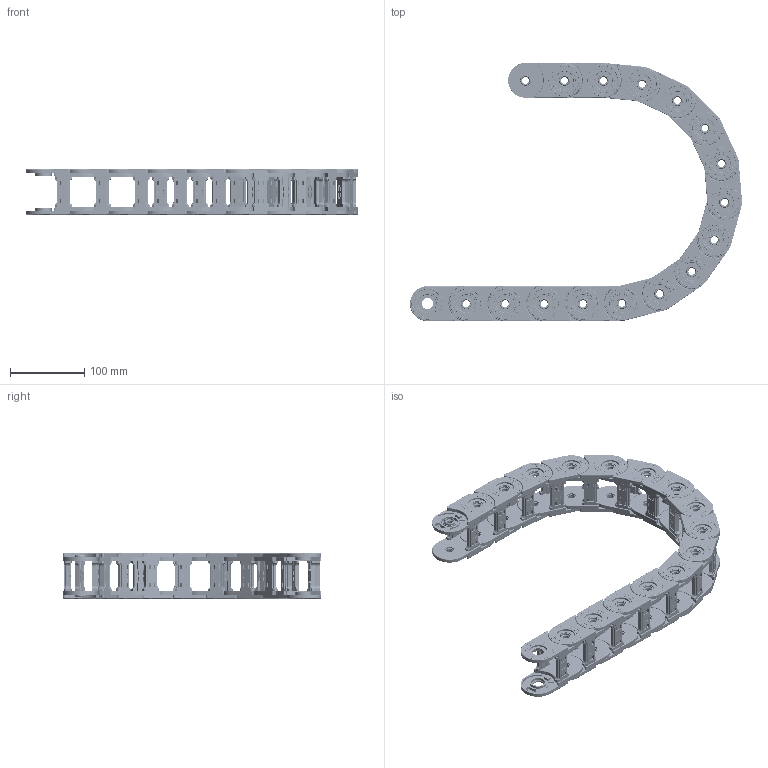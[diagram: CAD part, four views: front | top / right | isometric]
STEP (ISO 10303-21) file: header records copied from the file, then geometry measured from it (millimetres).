
FILE_DESCRIPTION (( 'STEP AP214' ), '1' );
FILE_NAME ('CK30-A040-R150.STEP', '2019-09-16T10:14:45', ( '' ), ( '' ), 'SwSTEP 2.0', 'SolidWorks 2017', '' );
FILE_SCHEMA (( 'AUTOMOTIVE_DESIGN' ));
Length unit declared in the file: millimetre
Products named in the file (2): CK30-A40_1; CK30-A040-R150
Assembly tree (16 placements, depth 2):
  CK30-A040-R150
    CK30-A40_1  x16
Bounding box: 446.03 x 346.7 x 61.25 mm (x, y, z)
Volume: 747231.2 mm3; surface area: 508261.7 mm2
Topology: 64 solids, 64 shells, 16640 faces, 44480 edges, 28672 vertices
Faces by surface type: plane 6944, cylinder 5056, bspline 4320, cone 320
Entity records: 54410 total; most frequent: CARTESIAN_POINT 31094, ORIENTED_EDGE 5516, DIRECTION 3698, EDGE_CURVE 2758, VERTEX_POINT 1792, VECTOR 1446, LINE 1446, AXIS2_PLACEMENT_3D 1126
